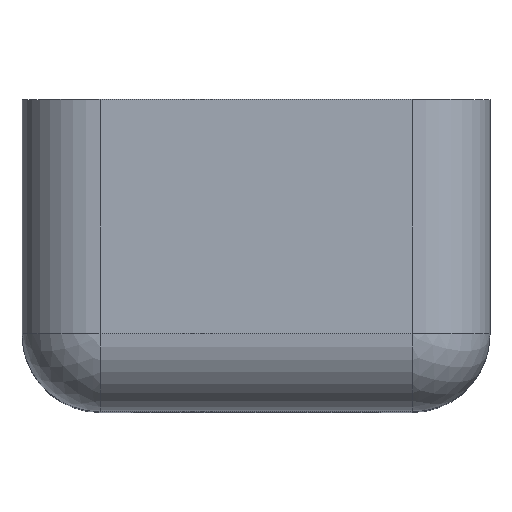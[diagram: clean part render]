
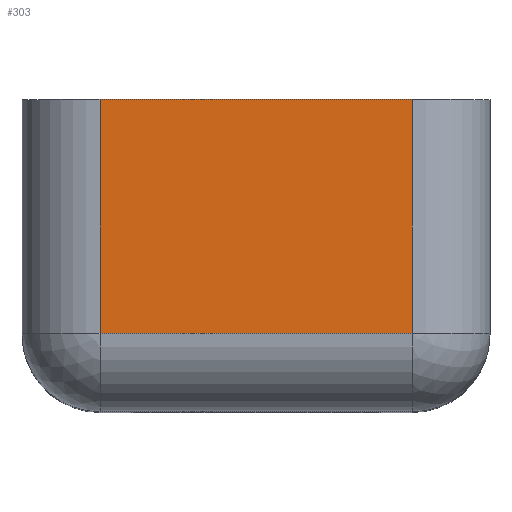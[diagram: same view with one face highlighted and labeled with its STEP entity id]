
A CAD part, top view. The second image highlights one B-rep face of the part: STEP entity #303.
In plain terms, the highlighted planar face has unit normal (0, 0, 1).
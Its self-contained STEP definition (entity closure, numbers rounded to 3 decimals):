
#18=PLANE('',#358);
#35=FACE_OUTER_BOUND('',#55,.T.);
#55=EDGE_LOOP('',(#226,#227,#228,#229));
#75=LINE('',#510,#96);
#76=LINE('',#514,#97);
#77=LINE('',#520,#98);
#79=LINE('',#525,#100);
#96=VECTOR('',#414,10.);
#97=VECTOR('',#419,10.);
#98=VECTOR('',#428,10.);
#100=VECTOR('',#434,10.);
#139=VERTEX_POINT('',#507);
#140=VERTEX_POINT('',#509);
#141=VERTEX_POINT('',#513);
#142=VERTEX_POINT('',#519);
#166=EDGE_CURVE('',#139,#140,#75,.T.);
#168=EDGE_CURVE('',#140,#141,#76,.T.);
#171=EDGE_CURVE('',#141,#142,#77,.T.);
#174=EDGE_CURVE('',#142,#139,#79,.T.);
#226=ORIENTED_EDGE('',*,*,#168,.F.);
#227=ORIENTED_EDGE('',*,*,#166,.F.);
#228=ORIENTED_EDGE('',*,*,#174,.F.);
#229=ORIENTED_EDGE('',*,*,#171,.F.);
#303=ADVANCED_FACE('',(#35),#18,.T.);
#358=AXIS2_PLACEMENT_3D('',#524,#432,#433);
#414=DIRECTION('',(1.,0.,0.));
#419=DIRECTION('',(0.,-1.,0.));
#428=DIRECTION('',(-1.,0.,0.));
#432=DIRECTION('center_axis',(0.,0.,1.));
#433=DIRECTION('ref_axis',(0.,-1.,0.));
#434=DIRECTION('',(0.,1.,0.));
#507=CARTESIAN_POINT('',(1.,2.,4.5));
#509=CARTESIAN_POINT('',(5.,2.,4.5));
#510=CARTESIAN_POINT('',(0.,2.,4.5));
#513=CARTESIAN_POINT('',(5.,-1.,4.5));
#514=CARTESIAN_POINT('',(5.,1.,4.5));
#519=CARTESIAN_POINT('',(1.,-1.,4.5));
#520=CARTESIAN_POINT('',(0.,-1.,4.5));
#524=CARTESIAN_POINT('Origin',(0.,2.,4.5));
#525=CARTESIAN_POINT('',(1.,1.,4.5));
